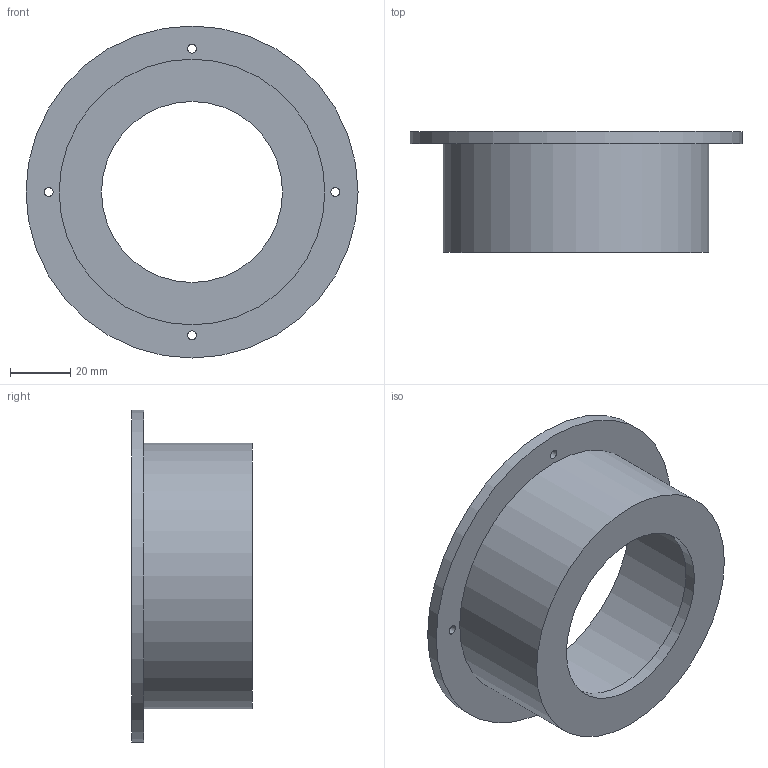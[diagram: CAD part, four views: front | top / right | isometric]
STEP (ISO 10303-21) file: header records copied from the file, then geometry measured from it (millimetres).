
FILE_DESCRIPTION(/* description */ (''),/* implementation_level */ '2;1');
FILE_NAME(/* name */ 'sensor1_lock.stp',/* time_stamp */ '2021-04-25T21:42:33+05:00',/* author */ ('Ramana Bharathi'),/* organization */ (''),/* preprocessor_version */ 'ST-DEVELOPER v16.13',/* originating_system */ 'Autodesk Inventor 2018',/* authorisation */ '');
FILE_SCHEMA (('AUTOMOTIVE_DESIGN { 1 0 10303 214 3 1 1 }'));
Length unit declared in the file: millimetre
Products named in the file (1): sensor1_lock
Bounding box: 110 x 40 x 110 mm (x, y, z)
Volume: 64591.1 mm3; surface area: 34582.7 mm2
Topology: 1 solids, 1 shells, 12 faces, 29 edges, 21 vertices
Faces by surface type: cylinder 8, plane 4
Full cylindrical faces by diameter (mm): 3 x4, 60 x1, 80 x1, 88 x1, 110 x1
Entity records: 343 total; most frequent: DIRECTION 58, CARTESIAN_POINT 45, EDGE_LOOP 32, ORIENTED_EDGE 32, AXIS2_PLACEMENT_3D 29, FACE_BOUND 20, CIRCLE 16, VERTEX_POINT 16
